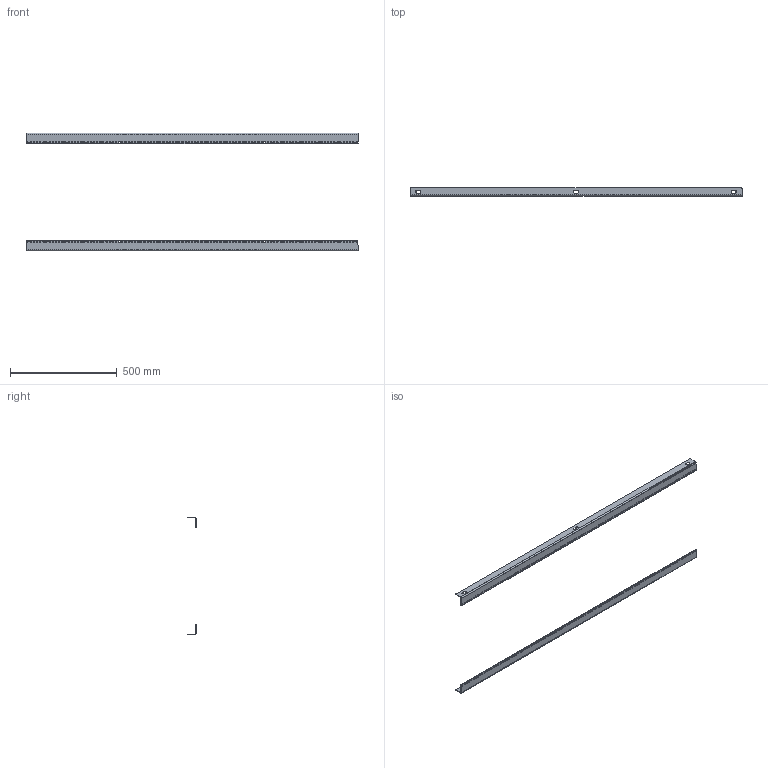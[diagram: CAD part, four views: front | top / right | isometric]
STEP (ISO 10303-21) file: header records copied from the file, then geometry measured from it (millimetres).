
FILE_DESCRIPTION (( 'STEP AP203' ), '1' );
FILE_NAME ('SCE-72RP24F5.step', '2021-01-08T15:46:32', ( 'ADC123' ), ( 'Microsoft' ), 'SwSTEP 2.0', 'SolidWorks 2019', '' );
FILE_SCHEMA (( 'CONFIG_CONTROL_DESIGN' ));
Length unit declared in the file: inch
Products named in the file (1): SCE-72RP24F5
Bounding box: 1555.75 x 38.1 x 552.48 mm (x, y, z)
Volume: 787303.9 mm3; surface area: 532874.1 mm2
Topology: 2 solids, 2 shells, 262 faces, 774 edges, 516 vertices
Faces by surface type: cylinder 234, plane 28
Full cylindrical faces by diameter (mm): 7.137 x210
Entity records: 8917 total; most frequent: DIRECTION 1558, CARTESIAN_POINT 1343, ORIENTED_EDGE 1128, EDGE_LOOP 904, AXIS2_PLACEMENT_3D 731, EDGE_CURVE 564, VERTEX_POINT 516, FACE_OUTER_BOUND 472
